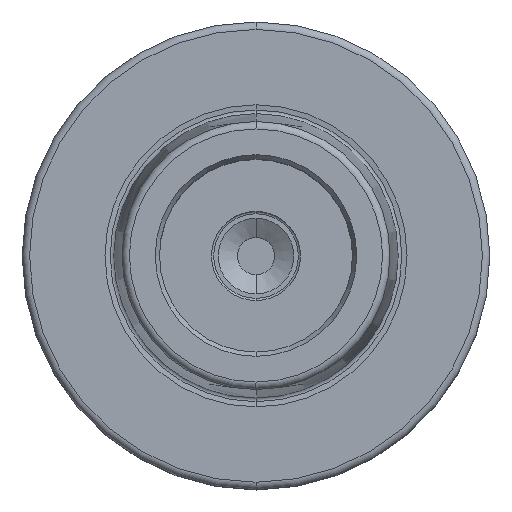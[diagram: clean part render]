
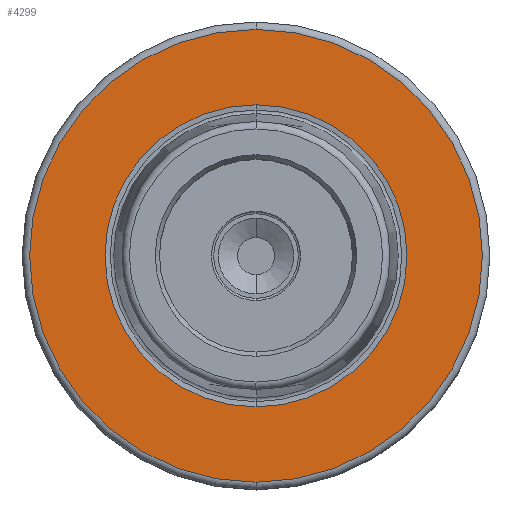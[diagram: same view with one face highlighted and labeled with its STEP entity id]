
A CAD part, top view. The second image highlights one B-rep face of the part: STEP entity #4299.
In plain terms, the highlighted planar face has unit normal (0, 0, 1).
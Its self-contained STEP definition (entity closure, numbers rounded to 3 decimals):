
#168=CARTESIAN_POINT('',(0,0,26));
#169=DIRECTION('',(0,0,1));
#170=DIRECTION('',(0,1,0));
#171=AXIS2_PLACEMENT_3D('',#168,#169,#170);
#173=CARTESIAN_POINT('',(0,0,26));
#174=DIRECTION('',(0,0,1));
#175=DIRECTION('',(0,-1,0));
#176=AXIS2_PLACEMENT_3D('',#173,#174,#175);
#186=CARTESIAN_POINT('',(0,0,26));
#187=DIRECTION('',(0,0,1));
#188=DIRECTION('',(0,1,0));
#189=AXIS2_PLACEMENT_3D('',#186,#187,#188);
#191=CARTESIAN_POINT('',(0,0,26));
#192=DIRECTION('',(0,0,-1));
#193=DIRECTION('',(0,1,0));
#194=AXIS2_PLACEMENT_3D('',#191,#192,#193);
#3473=CARTESIAN_POINT('',(0,20.344,26));
#3475=VERTEX_POINT('',#3473);
#3503=CARTESIAN_POINT('',(0,-20.344,26));
#3505=VERTEX_POINT('',#3503);
#3549=CARTESIAN_POINT('',(0,30.5,26));
#3550=CARTESIAN_POINT('',(0,-30.5,26));
#3551=VERTEX_POINT('',#3549);
#3552=VERTEX_POINT('',#3550);
#4283=CARTESIAN_POINT('',(0,0,26));
#4284=DIRECTION('',(0,0,-1));
#4285=DIRECTION('',(0,-1,0));
#4286=AXIS2_PLACEMENT_3D('',#4283,#4284,#4285);
#4287=PLANE('',#4286);
#4289=ORIENTED_EDGE('',*,*,#4288,.F.);
#4290=ORIENTED_EDGE('',*,*,#4273,.F.);
#4291=EDGE_LOOP('',(#4289,#4290));
#4292=FACE_OUTER_BOUND('',#4291,.F.);
#4294=ORIENTED_EDGE('',*,*,#4293,.T.);
#4296=ORIENTED_EDGE('',*,*,#4295,.F.);
#4297=EDGE_LOOP('',(#4294,#4296));
#4298=FACE_BOUND('',#4297,.F.);
#4299=ADVANCED_FACE('',(#4292,#4298),#4287,.F.);
#172=CIRCLE('',#171,30.5);
#177=CIRCLE('',#176,30.5);
#190=CIRCLE('',#189,20.344);
#195=CIRCLE('',#194,20.344);
#4273=EDGE_CURVE('',#3552,#3551,#177,.T.);
#4288=EDGE_CURVE('',#3551,#3552,#172,.T.);
#4293=EDGE_CURVE('',#3475,#3505,#190,.T.);
#4295=EDGE_CURVE('',#3475,#3505,#195,.T.);
